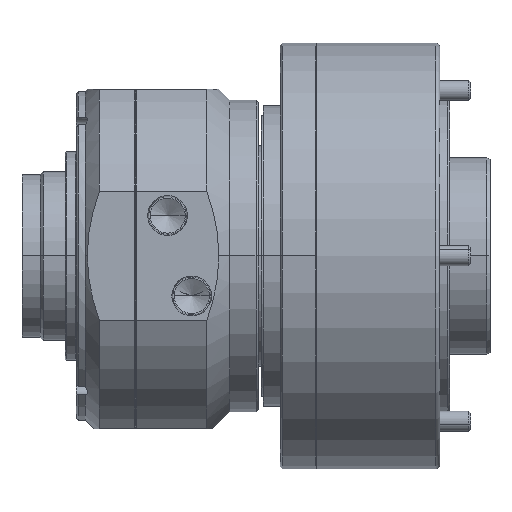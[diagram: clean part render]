
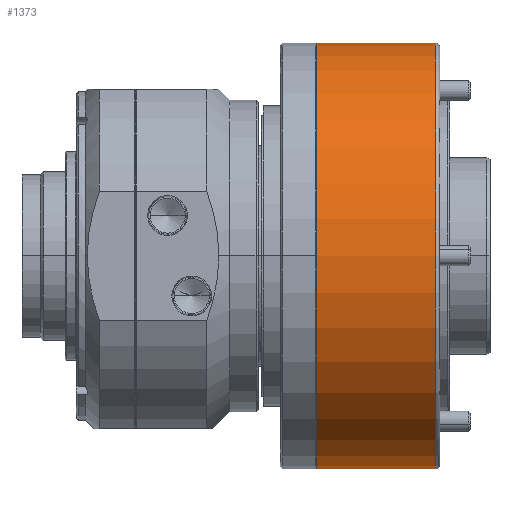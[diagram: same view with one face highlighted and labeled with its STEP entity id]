
A CAD part, top view. The second image highlights one B-rep face of the part: STEP entity #1373.
In plain terms, the highlighted cylindrical face has radius 106 mm (diameter 212 mm), a partial arc.
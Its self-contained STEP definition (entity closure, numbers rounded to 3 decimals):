
#11 = ORIENTED_EDGE ( 'NONE', *, *, #10229, .T. ) ;
#462 = DIRECTION ( 'NONE',  ( -1., 0., 0. ) ) ;
#654 = AXIS2_PLACEMENT_3D ( 'NONE', #7323, #12159, #1312 ) ;
#733 = ORIENTED_EDGE ( 'NONE', *, *, #4717, .F. ) ;
#1131 = VECTOR ( 'NONE', #12931, 1000. ) ;
#1306 = CARTESIAN_POINT ( 'NONE',  ( 0.3, -106., 0. ) ) ;
#1312 = DIRECTION ( 'NONE',  ( 0., 1., 0. ) ) ;
#1373 = ADVANCED_FACE ( 'NONE', ( #1659 ), #6465, .T. ) ;
#1659 = FACE_OUTER_BOUND ( 'NONE', #10882, .T. ) ;
#1712 = DIRECTION ( 'NONE',  ( -1., 0., 0. ) ) ;
#3122 = LINE ( 'NONE', #7952, #10647 ) ;
#3299 = LINE ( 'NONE', #8122, #1131 ) ;
#4147 = AXIS2_PLACEMENT_3D ( 'NONE', #12534, #1712, #6524 ) ;
#4518 = ORIENTED_EDGE ( 'NONE', *, *, #14432, .T. ) ;
#4717 = EDGE_CURVE ( 'NONE', #11328, #7592, #3122, .T. ) ;
#5289 = DIRECTION ( 'NONE',  ( 0., -1., 0. ) ) ;
#6000 = ORIENTED_EDGE ( 'NONE', *, *, #14282, .T. ) ;
#6465 = CYLINDRICAL_SURFACE ( 'NONE', #6510, 106. ) ;
#6510 = AXIS2_PLACEMENT_3D ( 'NONE', #11292, #462, #5289 ) ;
#6524 = DIRECTION ( 'NONE',  ( 0., -1., 0. ) ) ;
#7323 = CARTESIAN_POINT ( 'NONE',  ( 0.3, 0., 0. ) ) ;
#7432 = CARTESIAN_POINT ( 'NONE',  ( 0.3, 106., 0. ) ) ;
#7468 = CIRCLE ( 'NONE', #654, 106. ) ;
#7592 = VERTEX_POINT ( 'NONE', #1306 ) ;
#7952 = CARTESIAN_POINT ( 'NONE',  ( 0., -106., 0. ) ) ;
#8122 = CARTESIAN_POINT ( 'NONE',  ( 0., 106., 0. ) ) ;
#10104 = CARTESIAN_POINT ( 'NONE',  ( 59.5, 106., 0. ) ) ;
#10229 = EDGE_CURVE ( 'NONE', #15457, #7592, #7468, .T. ) ;
#10647 = VECTOR ( 'NONE', #12765, 1000. ) ;
#10882 = EDGE_LOOP ( 'NONE', ( #6000, #4518, #11, #733 ) ) ;
#10953 = CIRCLE ( 'NONE', #4147, 106. ) ;
#11292 = CARTESIAN_POINT ( 'NONE',  ( 0., 0., 0. ) ) ;
#11328 = VERTEX_POINT ( 'NONE', #12095 ) ;
#12095 = CARTESIAN_POINT ( 'NONE',  ( 59.5, -106., 0. ) ) ;
#12159 = DIRECTION ( 'NONE',  ( 1., 0., 0. ) ) ;
#12415 = VERTEX_POINT ( 'NONE', #10104 ) ;
#12534 = CARTESIAN_POINT ( 'NONE',  ( 59.5, 0., 0. ) ) ;
#12765 = DIRECTION ( 'NONE',  ( -1., 0., 0. ) ) ;
#12931 = DIRECTION ( 'NONE',  ( -1., 0., 0. ) ) ;
#14282 = EDGE_CURVE ( 'NONE', #11328, #12415, #10953, .T. ) ;
#14432 = EDGE_CURVE ( 'NONE', #12415, #15457, #3299, .T. ) ;
#15457 = VERTEX_POINT ( 'NONE', #7432 ) ;
